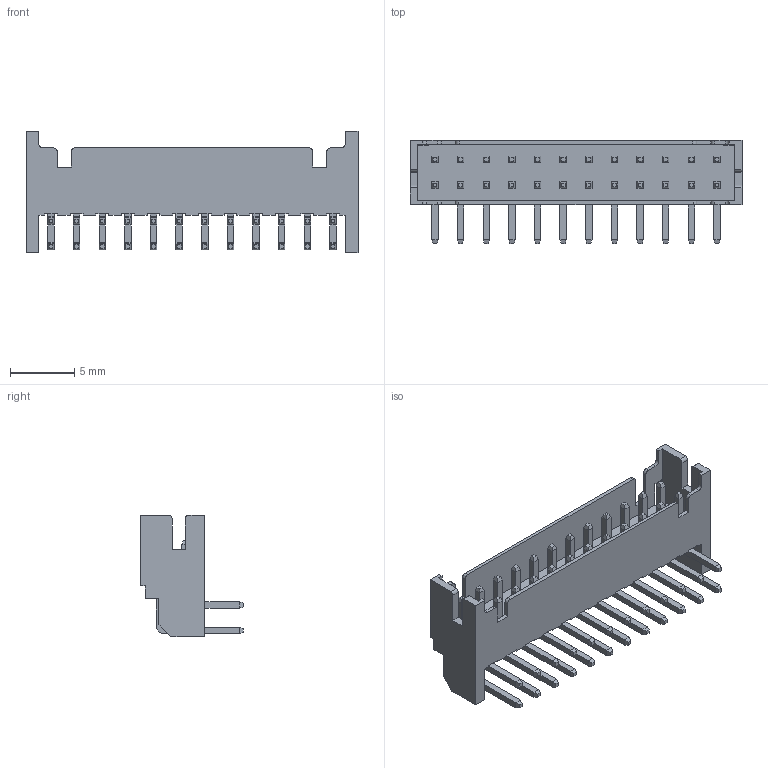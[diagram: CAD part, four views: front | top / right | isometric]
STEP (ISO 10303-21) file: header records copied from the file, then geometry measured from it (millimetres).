
FILE_DESCRIPTION (( 'STEP AP214' ), '1' );
FILE_NAME ('FWF20006-D24B22W5B-REF.STEP', '2024-12-16T08:24:03', ( '' ), ( '' ), 'SwSTEP 2.0', 'SolidWorks 2021', '' );
FILE_SCHEMA (( 'AUTOMOTIVE_DESIGN' ));
Length unit declared in the file: millimetre
Products named in the file (1): FWF20006-D24B22W5B-REF
Bounding box: 25.9 x 8.03 x 9.48 mm (x, y, z)
Volume: 342.5 mm3; surface area: 1331.7 mm2
Topology: 1 solids, 1 shells, 676 faces, 1698 edges, 1068 vertices
Faces by surface type: plane 612, cylinder 64
Entity records: 19696 total; most frequent: CARTESIAN_POINT 3443, ORIENTED_EDGE 3396, DIRECTION 3180, EDGE_CURVE 1698, VECTOR 1570, LINE 1570, VERTEX_POINT 1068, AXIS2_PLACEMENT_3D 805
